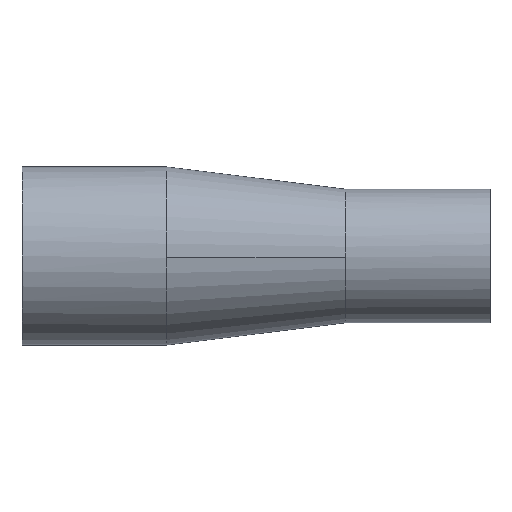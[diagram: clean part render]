
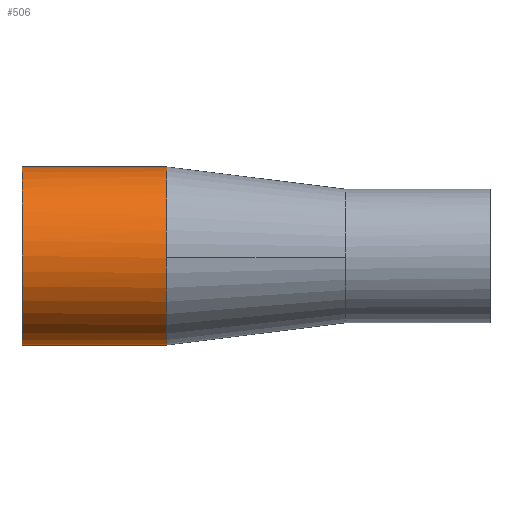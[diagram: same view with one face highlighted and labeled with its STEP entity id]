
A CAD part, left-side view. The second image highlights one B-rep face of the part: STEP entity #506.
In plain terms, the highlighted cylindrical face has radius 25.4 mm (diameter 50.8 mm), a partial arc.
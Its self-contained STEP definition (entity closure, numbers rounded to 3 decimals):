
#10 = CARTESIAN_POINT ( 'NONE',  ( 12.7, 50.8, -25.4 ) ) ;
#29 = LINE ( 'NONE', #420, #385 ) ;
#31 = DIRECTION ( 'NONE',  ( 0., 0., 1. ) ) ;
#94 = CIRCLE ( 'NONE', #502, 25.4 ) ;
#139 = CARTESIAN_POINT ( 'NONE',  ( 12.7, 50.8, 0. ) ) ;
#151 = CARTESIAN_POINT ( 'NONE',  ( 12.7, 92.1, 0. ) ) ;
#184 = DIRECTION ( 'NONE',  ( 0., -1., 0. ) ) ;
#185 = AXIS2_PLACEMENT_3D ( 'NONE', #648, #564, #31 ) ;
#193 = AXIS2_PLACEMENT_3D ( 'NONE', #139, #448, #998 ) ;
#250 = VERTEX_POINT ( 'NONE', #573 ) ;
#266 = EDGE_CURVE ( 'NONE', #397, #978, #29, .T. ) ;
#280 = CYLINDRICAL_SURFACE ( 'NONE', #685, 25.4 ) ;
#290 = ORIENTED_EDGE ( 'NONE', *, *, #814, .F. ) ;
#338 = CARTESIAN_POINT ( 'NONE',  ( 12.7, 50.8, 0. ) ) ;
#365 = ORIENTED_EDGE ( 'NONE', *, *, #266, .T. ) ;
#372 = CARTESIAN_POINT ( 'NONE',  ( 12.7, 92.1, 25.4 ) ) ;
#385 = VECTOR ( 'NONE', #489, 1000. ) ;
#393 = ORIENTED_EDGE ( 'NONE', *, *, #752, .F. ) ;
#397 = VERTEX_POINT ( 'NONE', #503 ) ;
#405 = DIRECTION ( 'NONE',  ( 0., 0., 1. ) ) ;
#420 = CARTESIAN_POINT ( 'NONE',  ( 12.7, 92.1, -25.4 ) ) ;
#434 = ORIENTED_EDGE ( 'NONE', *, *, #532, .T. ) ;
#448 = DIRECTION ( 'NONE',  ( 0., 1., 0. ) ) ;
#452 = DIRECTION ( 'NONE',  ( 0., -1., 0. ) ) ;
#489 = DIRECTION ( 'NONE',  ( 0., -1., 0. ) ) ;
#502 = AXIS2_PLACEMENT_3D ( 'NONE', #338, #889, #405 ) ;
#503 = CARTESIAN_POINT ( 'NONE',  ( 12.7, 92.1, -25.4 ) ) ;
#506 = ADVANCED_FACE ( 'NONE', ( #922 ), #280, .T. ) ;
#530 = VERTEX_POINT ( 'NONE', #372 ) ;
#532 = EDGE_CURVE ( 'NONE', #802, #250, #560, .T. ) ;
#560 = CIRCLE ( 'NONE', #193, 25.4 ) ;
#564 = DIRECTION ( 'NONE',  ( 0., 1., 0. ) ) ;
#568 = LINE ( 'NONE', #641, #645 ) ;
#573 = CARTESIAN_POINT ( 'NONE',  ( 12.7, 50.8, 25.4 ) ) ;
#641 = CARTESIAN_POINT ( 'NONE',  ( 12.7, 92.1, 25.4 ) ) ;
#645 = VECTOR ( 'NONE', #184, 1000. ) ;
#648 = CARTESIAN_POINT ( 'NONE',  ( 12.7, 92.1, 0. ) ) ;
#685 = AXIS2_PLACEMENT_3D ( 'NONE', #151, #452, #856 ) ;
#752 = EDGE_CURVE ( 'NONE', #397, #530, #963, .T. ) ;
#802 = VERTEX_POINT ( 'NONE', #804 ) ;
#804 = CARTESIAN_POINT ( 'NONE',  ( -12.695, 50.8, -0.527 ) ) ;
#814 = EDGE_CURVE ( 'NONE', #530, #250, #568, .T. ) ;
#856 = DIRECTION ( 'NONE',  ( 0., 0., -1. ) ) ;
#866 = EDGE_LOOP ( 'NONE', ( #290, #393, #365, #885, #434 ) ) ;
#885 = ORIENTED_EDGE ( 'NONE', *, *, #904, .T. ) ;
#889 = DIRECTION ( 'NONE',  ( 0., 1., 0. ) ) ;
#904 = EDGE_CURVE ( 'NONE', #978, #802, #94, .T. ) ;
#922 = FACE_OUTER_BOUND ( 'NONE', #866, .T. ) ;
#963 = CIRCLE ( 'NONE', #185, 25.4 ) ;
#978 = VERTEX_POINT ( 'NONE', #10 ) ;
#998 = DIRECTION ( 'NONE',  ( 0., 0., 1. ) ) ;
